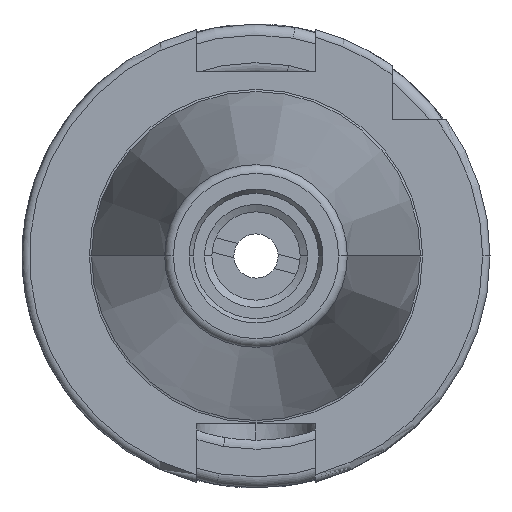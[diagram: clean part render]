
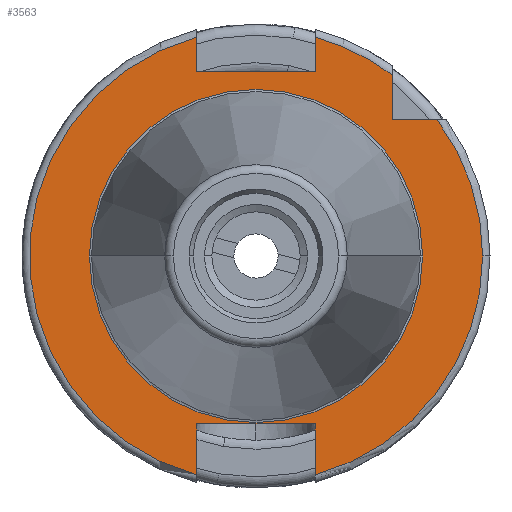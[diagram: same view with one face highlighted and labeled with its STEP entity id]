
A CAD part, left-side view. The second image highlights one B-rep face of the part: STEP entity #3563.
In plain terms, the highlighted planar face has unit normal (-1, 0, 0).
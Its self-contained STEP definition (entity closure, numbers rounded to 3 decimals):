
#55 = CIRCLE ( 'NONE', #2264, 30.775 ) ;
#267 = AXIS2_PLACEMENT_3D ( 'NONE', #897, #5458, #1566 ) ;
#271 = EDGE_CURVE ( 'NONE', #4011, #7585, #6284, .T. ) ;
#328 = EDGE_CURVE ( 'NONE', #6716, #1787, #6071, .T. ) ;
#354 = VERTEX_POINT ( 'NONE', #4497 ) ;
#611 = LINE ( 'NONE', #3494, #2331 ) ;
#618 = EDGE_LOOP ( 'NONE', ( #3049, #1311, #2423, #7053, #3234, #3926, #1488, #2753, #7514, #1764, #1580, #4946 ) ) ;
#897 = CARTESIAN_POINT ( 'NONE',  ( 3.2, 0., 0. ) ) ;
#1151 = CARTESIAN_POINT ( 'NONE',  ( 3.2, -8.05, 0. ) ) ;
#1226 = AXIS2_PLACEMENT_3D ( 'NONE', #3163, #7712, #3811 ) ;
#1311 = ORIENTED_EDGE ( 'NONE', *, *, #5699, .T. ) ;
#1344 = EDGE_CURVE ( 'NONE', #2534, #354, #6661, .T. ) ;
#1363 = VERTEX_POINT ( 'NONE', #7408 ) ;
#1408 = EDGE_CURVE ( 'NONE', #1800, #354, #1478, .T. ) ;
#1413 = DIRECTION ( 'NONE',  ( 0., 0., 1. ) ) ;
#1432 = VERTEX_POINT ( 'NONE', #2397 ) ;
#1478 = LINE ( 'NONE', #3679, #7986 ) ;
#1488 = ORIENTED_EDGE ( 'NONE', *, *, #3251, .T. ) ;
#1566 = DIRECTION ( 'NONE',  ( 0., -1., 0. ) ) ;
#1580 = ORIENTED_EDGE ( 'NONE', *, *, #1408, .F. ) ;
#1699 = EDGE_CURVE ( 'NONE', #1363, #8291, #55, .T. ) ;
#1759 = CIRCLE ( 'NONE', #4319, 22.625 ) ;
#1764 = ORIENTED_EDGE ( 'NONE', *, *, #1344, .T. ) ;
#1787 = VERTEX_POINT ( 'NONE', #7863 ) ;
#1795 = CARTESIAN_POINT ( 'NONE',  ( 3.2, 30.775, 0. ) ) ;
#1800 = VERTEX_POINT ( 'NONE', #7227 ) ;
#1911 = CARTESIAN_POINT ( 'NONE',  ( 3.2, -8.05, 29.704 ) ) ;
#1968 = CARTESIAN_POINT ( 'NONE',  ( 3.2, 8.05, 29.704 ) ) ;
#2264 = AXIS2_PLACEMENT_3D ( 'NONE', #6732, #5101, #8420 ) ;
#2331 = VECTOR ( 'NONE', #4152, 1000. ) ;
#2394 = VECTOR ( 'NONE', #5159, 1000. ) ;
#2397 = CARTESIAN_POINT ( 'NONE',  ( 3.2, -8.05, -22.8 ) ) ;
#2410 = EDGE_CURVE ( 'NONE', #5976, #1432, #7563, .T. ) ;
#2423 = ORIENTED_EDGE ( 'NONE', *, *, #1699, .T. ) ;
#2429 = PLANE ( 'NONE',  #4670 ) ;
#2448 = CARTESIAN_POINT ( 'NONE',  ( 3.2, 0., 0. ) ) ;
#2487 = CARTESIAN_POINT ( 'NONE',  ( 3.2, 8.05, 25. ) ) ;
#2507 = VECTOR ( 'NONE', #3417, 1000. ) ;
#2534 = VERTEX_POINT ( 'NONE', #1968 ) ;
#2535 = AXIS2_PLACEMENT_3D ( 'NONE', #2815, #7374, #3469 ) ;
#2585 = VERTEX_POINT ( 'NONE', #2989 ) ;
#2644 = CARTESIAN_POINT ( 'NONE',  ( 3.2, -18.5, 24.594 ) ) ;
#2753 = ORIENTED_EDGE ( 'NONE', *, *, #328, .F. ) ;
#2815 = CARTESIAN_POINT ( 'NONE',  ( 3.2, 0., 0. ) ) ;
#2930 = ORIENTED_EDGE ( 'NONE', *, *, #5007, .F. ) ;
#2989 = CARTESIAN_POINT ( 'NONE',  ( 3.2, 22.625, 0. ) ) ;
#3049 = ORIENTED_EDGE ( 'NONE', *, *, #2410, .F. ) ;
#3085 = DIRECTION ( 'NONE',  ( 0., 1., 0. ) ) ;
#3116 = DIRECTION ( 'NONE',  ( 0., -1., 0. ) ) ;
#3142 = CARTESIAN_POINT ( 'NONE',  ( 3.2, -18.5, 18.5 ) ) ;
#3157 = DIRECTION ( 'NONE',  ( 0., 0., -1. ) ) ;
#3163 = CARTESIAN_POINT ( 'NONE',  ( 3.2, 0., 0. ) ) ;
#3214 = DIRECTION ( 'NONE',  ( 0., -1., 0. ) ) ;
#3223 = FACE_OUTER_BOUND ( 'NONE', #618, .T. ) ;
#3234 = ORIENTED_EDGE ( 'NONE', *, *, #271, .F. ) ;
#3251 = EDGE_CURVE ( 'NONE', #6745, #1787, #5978, .T. ) ;
#3417 = DIRECTION ( 'NONE',  ( 0., 0., -1. ) ) ;
#3469 = DIRECTION ( 'NONE',  ( 0., -1., 0. ) ) ;
#3494 = CARTESIAN_POINT ( 'NONE',  ( 3.2, 30.775, -22.8 ) ) ;
#3563 = ADVANCED_FACE ( 'NONE', ( #4968, #3223 ), #2429, .F. ) ;
#3578 = EDGE_LOOP ( 'NONE', ( #4098, #2930 ) ) ;
#3625 = VECTOR ( 'NONE', #3214, 1000. ) ;
#3670 = CARTESIAN_POINT ( 'NONE',  ( 3.2, -24.594, 18.5 ) ) ;
#3679 = CARTESIAN_POINT ( 'NONE',  ( 3.2, 8.05, 0. ) ) ;
#3811 = DIRECTION ( 'NONE',  ( 0., -1., 0. ) ) ;
#3835 = DIRECTION ( 'NONE',  ( -1., 0., 0. ) ) ;
#3926 = ORIENTED_EDGE ( 'NONE', *, *, #6203, .T. ) ;
#3971 = CARTESIAN_POINT ( 'NONE',  ( 3.2, 8.05, 0. ) ) ;
#4011 = VERTEX_POINT ( 'NONE', #2644 ) ;
#4044 = CARTESIAN_POINT ( 'NONE',  ( 3.2, -8.05, 0. ) ) ;
#4098 = ORIENTED_EDGE ( 'NONE', *, *, #5363, .F. ) ;
#4152 = DIRECTION ( 'NONE',  ( 0., -1., 0. ) ) ;
#4309 = VECTOR ( 'NONE', #5696, 1000. ) ;
#4319 = AXIS2_PLACEMENT_3D ( 'NONE', #7742, #3835, #8417 ) ;
#4497 = CARTESIAN_POINT ( 'NONE',  ( 3.2, 8.05, -29.704 ) ) ;
#4590 = VECTOR ( 'NONE', #1413, 1000. ) ;
#4670 = AXIS2_PLACEMENT_3D ( 'NONE', #1795, #6984, #3085 ) ;
#4787 = CIRCLE ( 'NONE', #1226, 30.775 ) ;
#4946 = ORIENTED_EDGE ( 'NONE', *, *, #6024, .T. ) ;
#4968 = FACE_BOUND ( 'NONE', #3578, .T. ) ;
#5007 = EDGE_CURVE ( 'NONE', #2585, #5759, #7038, .T. ) ;
#5101 = DIRECTION ( 'NONE',  ( -1., 0., 0. ) ) ;
#5159 = DIRECTION ( 'NONE',  ( 0., -1., 0. ) ) ;
#5363 = EDGE_CURVE ( 'NONE', #5759, #2585, #1759, .T. ) ;
#5458 = DIRECTION ( 'NONE',  ( -1., 0., 0. ) ) ;
#5503 = EDGE_CURVE ( 'NONE', #6716, #2534, #6337, .T. ) ;
#5514 = CIRCLE ( 'NONE', #6352, 30.775 ) ;
#5696 = DIRECTION ( 'NONE',  ( 0., 0., 1. ) ) ;
#5699 = EDGE_CURVE ( 'NONE', #5976, #1363, #5514, .T. ) ;
#5759 = VERTEX_POINT ( 'NONE', #5822 ) ;
#5822 = CARTESIAN_POINT ( 'NONE',  ( 3.2, -22.625, 0. ) ) ;
#5976 = VERTEX_POINT ( 'NONE', #8033 ) ;
#5978 = LINE ( 'NONE', #4044, #2507 ) ;
#6024 = EDGE_CURVE ( 'NONE', #1800, #1432, #611, .T. ) ;
#6071 = LINE ( 'NONE', #7735, #2394 ) ;
#6203 = EDGE_CURVE ( 'NONE', #4011, #6745, #4787, .T. ) ;
#6284 = LINE ( 'NONE', #7050, #8012 ) ;
#6337 = LINE ( 'NONE', #3971, #4590 ) ;
#6352 = AXIS2_PLACEMENT_3D ( 'NONE', #2448, #7005, #3116 ) ;
#6661 = CIRCLE ( 'NONE', #267, 30.775 ) ;
#6716 = VERTEX_POINT ( 'NONE', #2487 ) ;
#6732 = CARTESIAN_POINT ( 'NONE',  ( 3.2, 0., 0. ) ) ;
#6745 = VERTEX_POINT ( 'NONE', #1911 ) ;
#6984 = DIRECTION ( 'NONE',  ( 1., 0., 0. ) ) ;
#7005 = DIRECTION ( 'NONE',  ( -1., 0., 0. ) ) ;
#7038 = CIRCLE ( 'NONE', #2535, 22.625 ) ;
#7050 = CARTESIAN_POINT ( 'NONE',  ( 3.2, -18.5, 25.834 ) ) ;
#7053 = ORIENTED_EDGE ( 'NONE', *, *, #7638, .F. ) ;
#7227 = CARTESIAN_POINT ( 'NONE',  ( 3.2, 8.05, -22.8 ) ) ;
#7293 = LINE ( 'NONE', #7777, #3625 ) ;
#7374 = DIRECTION ( 'NONE',  ( -1., 0., 0. ) ) ;
#7408 = CARTESIAN_POINT ( 'NONE',  ( 3.2, -30.775, 0. ) ) ;
#7514 = ORIENTED_EDGE ( 'NONE', *, *, #5503, .T. ) ;
#7563 = LINE ( 'NONE', #1151, #4309 ) ;
#7585 = VERTEX_POINT ( 'NONE', #3142 ) ;
#7638 = EDGE_CURVE ( 'NONE', #7585, #8291, #7293, .T. ) ;
#7712 = DIRECTION ( 'NONE',  ( -1., 0., 0. ) ) ;
#7735 = CARTESIAN_POINT ( 'NONE',  ( 3.2, 30.775, 25. ) ) ;
#7742 = CARTESIAN_POINT ( 'NONE',  ( 3.2, 0., 0. ) ) ;
#7777 = CARTESIAN_POINT ( 'NONE',  ( 3.2, -18.5, 18.5 ) ) ;
#7863 = CARTESIAN_POINT ( 'NONE',  ( 3.2, -8.05, 25. ) ) ;
#7986 = VECTOR ( 'NONE', #8253, 1000. ) ;
#8012 = VECTOR ( 'NONE', #3157, 1000. ) ;
#8033 = CARTESIAN_POINT ( 'NONE',  ( 3.2, -8.05, -29.704 ) ) ;
#8253 = DIRECTION ( 'NONE',  ( 0., 0., -1. ) ) ;
#8291 = VERTEX_POINT ( 'NONE', #3670 ) ;
#8417 = DIRECTION ( 'NONE',  ( 0., -1., 0. ) ) ;
#8420 = DIRECTION ( 'NONE',  ( 0., -1., 0. ) ) ;
